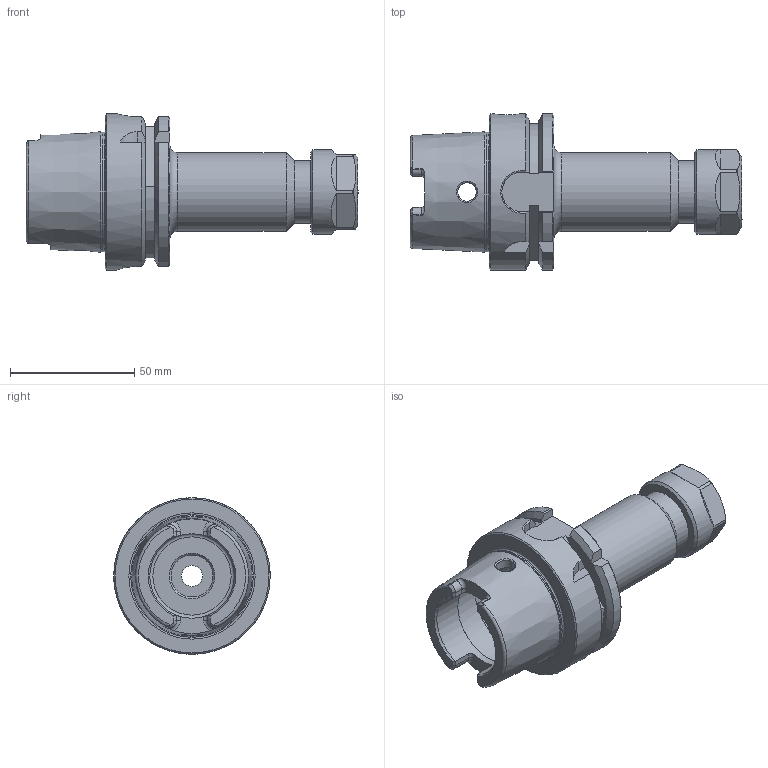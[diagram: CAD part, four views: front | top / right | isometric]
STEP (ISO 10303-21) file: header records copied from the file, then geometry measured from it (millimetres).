
FILE_DESCRIPTION((''),'2;1');
FILE_NAME('H63-20ER4.stp','2014-08-21T11:08:19',('kaykin'),(''),'Autodesk Inventor 2012','Autodesk Inventor 2012','');
FILE_SCHEMA(('AUTOMOTIVE_DESIGN { 1 0 10303 214 1 1 1 1 }'));
Length unit declared in the file: inch
Products named in the file (4): H63-20ER4; H63-20ER4-1; 20ERHN
Assembly tree (3 placements, depth 3):
  H63-20ER4
    H63-20ER4-1
      H63-20ER4-1
    20ERHN
Bounding box: 133.73 x 63 x 63 mm (x, y, z)
Volume: 125092.1 mm3; surface area: 35401 mm2
Topology: 2 solids, 2 shells, 174 faces, 445 edges, 281 vertices
Faces by surface type: plane 70, cylinder 43, cone 31, torus 19, bspline 11
Full cylindrical faces by diameter (mm): 7.5 x2, 8.5 x1, 10 x1, 12.751 x1, 14.478 x1, 15.76 x1, 16.916 x1, 19.016 x1, 20.83 x1, 21.85 x1, 23.5 x1, 25 x1, 26 x1, 31.75 x1, 34 x3, 40 x1, 48.041 x1, 63 x1
Entity records: 5976 total; most frequent: CARTESIAN_POINT 1969, ORIENTED_EDGE 768, DIRECTION 743, EDGE_CURVE 384, AXIS2_PLACEMENT_3D 309, VERTEX_POINT 265, EDGE_LOOP 233, FACE_OUTER_BOUND 174
